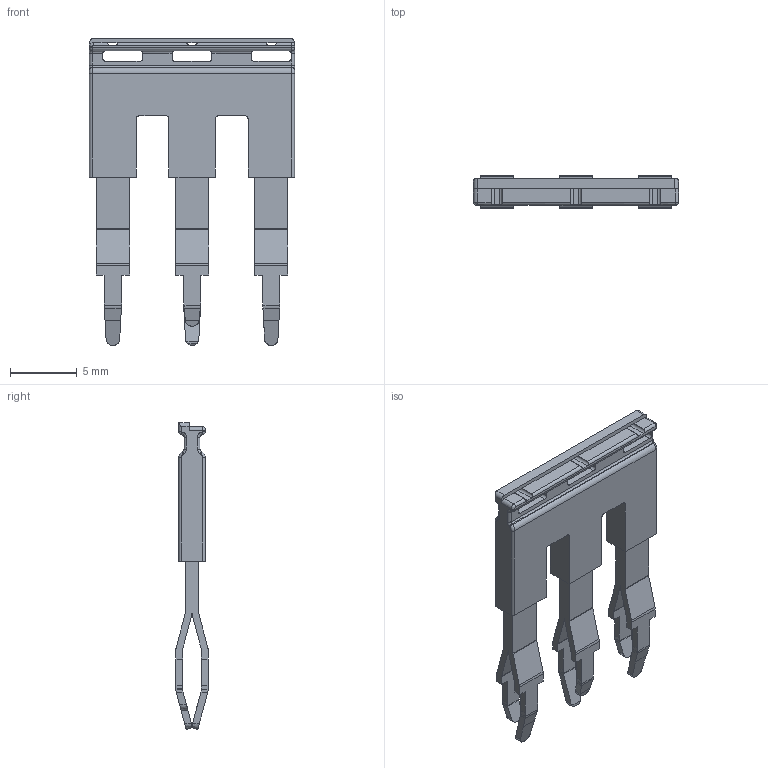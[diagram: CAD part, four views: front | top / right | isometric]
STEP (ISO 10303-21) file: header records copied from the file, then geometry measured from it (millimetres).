
FILE_DESCRIPTION(/* description */ (''),/* implementation_level */ '2;1');
FILE_NAME(/* name */ 'JX4_3.stp',/* time_stamp */ '2016-06-24T16:04:04-04:00',/* author */ ('CAD Station'),/* organization */ (''),/* preprocessor_version */ 'ST-DEVELOPER v16.1',/* originating_system */ 'Autodesk Inventor 2016',/* authorisation */ '');
FILE_SCHEMA (('AUTOMOTIVE_DESIGN { 1 0 10303 214 3 1 1 }'));
Length unit declared in the file: metre
Products named in the file (1): JX4_3
Bounding box: 15.4 x 2.42 x 23.04 mm (x, y, z)
Volume: 315.4 mm3; surface area: 737.3 mm2
Topology: 1 solids, 1 shells, 305 faces, 883 edges, 566 vertices
Faces by surface type: plane 185, cylinder 90, bspline 13, torus 12, sphere 5
Entity records: 10903 total; most frequent: CARTESIAN_POINT 2525, ORIENTED_EDGE 1756, DIRECTION 1615, EDGE_CURVE 878, LINE 611, VECTOR 611, VERTEX_POINT 566, AXIS2_PLACEMENT_3D 502
